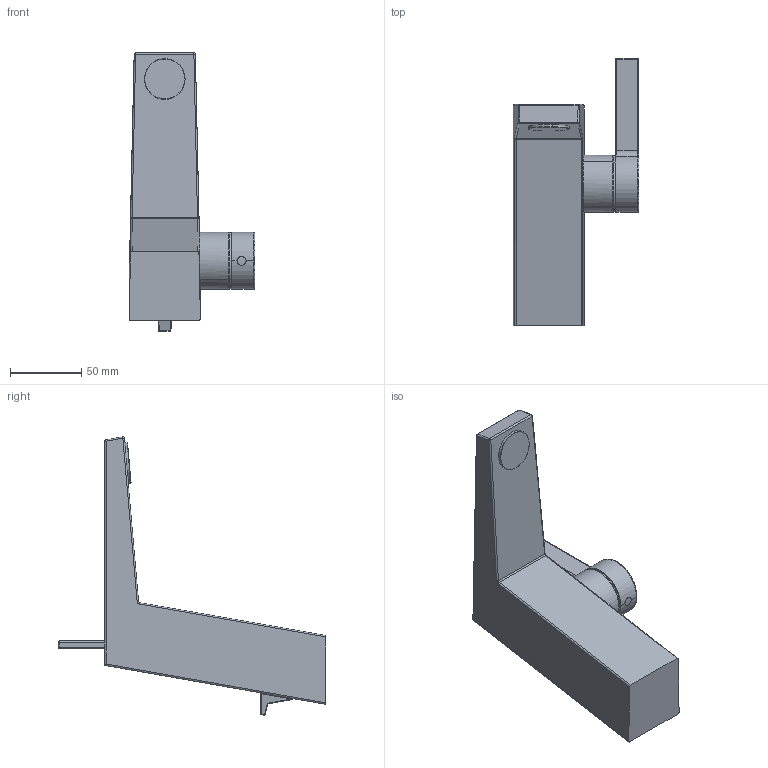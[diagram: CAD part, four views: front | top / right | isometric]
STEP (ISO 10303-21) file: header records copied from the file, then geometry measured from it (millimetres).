
FILE_DESCRIPTION (( 'STEP AP203' ), '1' );
FILE_NAME ('57552203.STEP', '2018-01-23T06:08:02', ( '' ), ( '' ), 'SwSTEP 2.0', 'SolidWorks 2016', '' );
FILE_SCHEMA (( 'CONFIG_CONTROL_DESIGN' ));
Length unit declared in the file: millimetre
Products named in the file (1): 57552203
Bounding box: 88.13 x 187.47 x 195.09 mm (x, y, z)
Volume: 519327.6 mm3; surface area: 56863.1 mm2
Topology: 1 solids, 1 shells, 108 faces, 243 edges, 137 vertices
Faces by surface type: cylinder 43, bspline 35, plane 20, sphere 8, torus 2
Entity records: 5334 total; most frequent: CARTESIAN_POINT 3112, ORIENTED_EDGE 470, DIRECTION 414, EDGE_CURVE 235, AXIS2_PLACEMENT_3D 164, VERTEX_POINT 133, EDGE_LOOP 112, FACE_OUTER_BOUND 108
